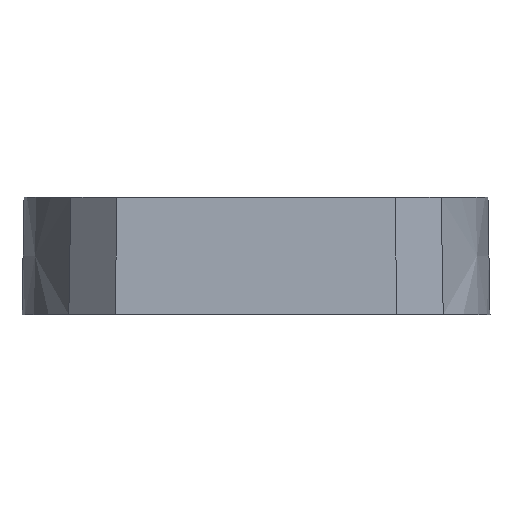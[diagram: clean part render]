
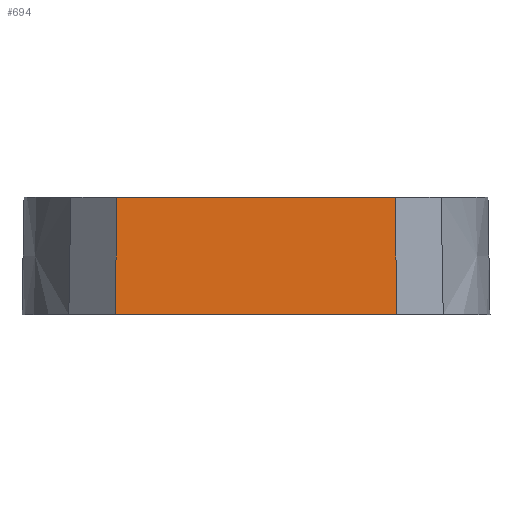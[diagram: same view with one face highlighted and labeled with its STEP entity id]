
A CAD part, left-side view. The second image highlights one B-rep face of the part: STEP entity #694.
In plain terms, the highlighted planar face has unit normal (-1, 0, 0.018).
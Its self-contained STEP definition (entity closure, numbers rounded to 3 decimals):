
#379 = VERTEX_POINT ( 'NONE', #4055 ) ;
#381 = EDGE_CURVE ( 'NONE', #382, #379, #4054, .T. ) ;
#382 = VERTEX_POINT ( 'NONE', #4017 ) ;
#656 = EDGE_CURVE ( 'NONE', #758, #733, #5725, .T. ) ;
#681 = ORIENTED_EDGE ( 'NONE', *, *, #656, .F. ) ;
#684 = ORIENTED_EDGE ( 'NONE', *, *, #716, .F. ) ;
#694 = ADVANCED_FACE ( 'NONE', ( #5719 ), #5717, .T. ) ;
#695 = EDGE_LOOP ( 'NONE', ( #696, #697, #684, #681 ) ) ;
#696 = ORIENTED_EDGE ( 'NONE', *, *, #757, .T. ) ;
#697 = ORIENTED_EDGE ( 'NONE', *, *, #381, .T. ) ;
#716 = EDGE_CURVE ( 'NONE', #733, #379, #5974, .T. ) ;
#733 = VERTEX_POINT ( 'NONE', #5834 ) ;
#757 = EDGE_CURVE ( 'NONE', #758, #382, #5998, .T. ) ;
#758 = VERTEX_POINT ( 'NONE', #6087 ) ;
#3991 = DIRECTION ( 'NONE',  ( 0., -1., 0. ) ) ;
#3992 = VECTOR ( 'NONE', #3991, 1000. ) ;
#4017 = CARTESIAN_POINT ( 'NONE',  ( -17.78, 3.81, -1.588 ) ) ;
#4053 = CARTESIAN_POINT ( 'NONE',  ( -17.78, 6.535, -1.587 ) ) ;
#4054 = LINE ( 'NONE', #4053, #3992 ) ;
#4055 = CARTESIAN_POINT ( 'NONE',  ( -17.78, -3.81, -1.587 ) ) ;
#5713 = DIRECTION ( 'NONE',  ( 0.017, 0., 1. ) ) ;
#5714 = DIRECTION ( 'NONE',  ( -1., 0., 0.017 ) ) ;
#5715 = CARTESIAN_POINT ( 'NONE',  ( -17.78, 6.535, -1.587 ) ) ;
#5716 = AXIS2_PLACEMENT_3D ( 'NONE', #5715, #5714, #5713 ) ;
#5717 = PLANE ( 'NONE',  #5716 ) ;
#5719 = FACE_OUTER_BOUND ( 'NONE', #695, .T. ) ;
#5722 = DIRECTION ( 'NONE',  ( 0., -1., 0. ) ) ;
#5723 = VECTOR ( 'NONE', #5722, 1000. ) ;
#5724 = CARTESIAN_POINT ( 'NONE',  ( -17.725, 0., 1.587 ) ) ;
#5725 = LINE ( 'NONE', #5724, #5723 ) ;
#5834 = CARTESIAN_POINT ( 'NONE',  ( -17.725, -3.787, 1.588 ) ) ;
#5854 = DIRECTION ( 'NONE',  ( -0.017, -0.007, -1. ) ) ;
#5856 = VECTOR ( 'NONE', #5854, 1000. ) ;
#5858 = CARTESIAN_POINT ( 'NONE',  ( -17.725, -3.787, 1.588 ) ) ;
#5974 = LINE ( 'NONE', #5858, #5856 ) ;
#5998 = LINE ( 'NONE', #6092, #6090 ) ;
#6087 = CARTESIAN_POINT ( 'NONE',  ( -17.725, 3.787, 1.588 ) ) ;
#6089 = DIRECTION ( 'NONE',  ( -0.017, 0.007, -1. ) ) ;
#6090 = VECTOR ( 'NONE', #6089, 1000. ) ;
#6092 = CARTESIAN_POINT ( 'NONE',  ( -17.725, 3.787, 1.588 ) ) ;
